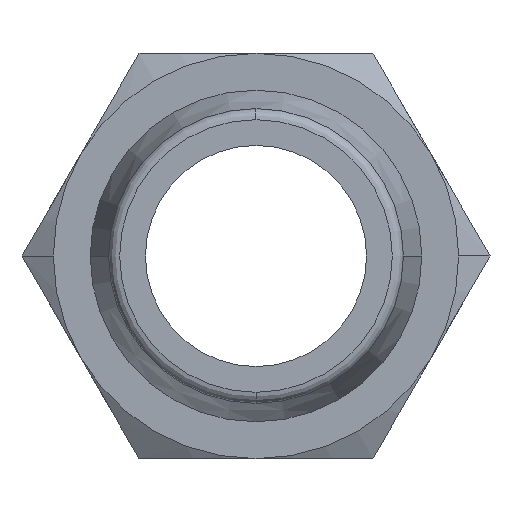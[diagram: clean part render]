
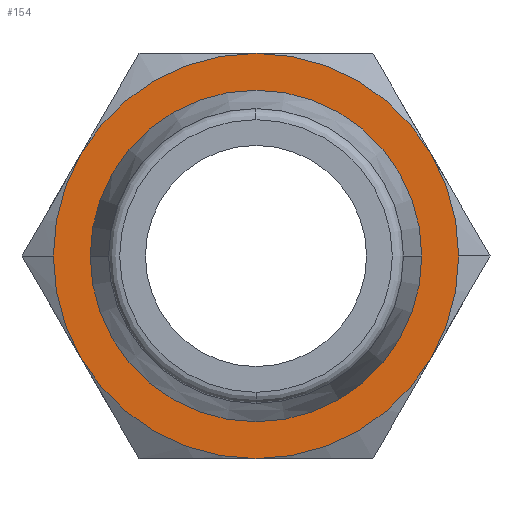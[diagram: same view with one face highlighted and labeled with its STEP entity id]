
A CAD part, front view. The second image highlights one B-rep face of the part: STEP entity #154.
In plain terms, the highlighted planar face has unit normal (0, -1, 0).
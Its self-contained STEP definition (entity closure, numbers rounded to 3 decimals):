
#154=ADVANCED_FACE('',(#308,#309),#310,.T.);
#308=FACE_OUTER_BOUND('',#457,.T.);
#309=FACE_BOUND('',#458,.T.);
#310=PLANE('',#459);
#457=EDGE_LOOP('',(#815,#816,#817,#818,#819,#820,#821,#822));
#458=EDGE_LOOP('',(#823,#824));
#459=AXIS2_PLACEMENT_3D('',#825,#826,#827);
#815=ORIENTED_EDGE('',*,*,#962,.F.);
#816=ORIENTED_EDGE('',*,*,#858,.F.);
#817=ORIENTED_EDGE('',*,*,#892,.F.);
#818=ORIENTED_EDGE('',*,*,#900,.F.);
#819=ORIENTED_EDGE('',*,*,#917,.F.);
#820=ORIENTED_EDGE('',*,*,#863,.F.);
#821=ORIENTED_EDGE('',*,*,#867,.F.);
#822=ORIENTED_EDGE('',*,*,#909,.F.);
#823=ORIENTED_EDGE('',*,*,#988,.F.);
#824=ORIENTED_EDGE('',*,*,#881,.F.);
#825=CARTESIAN_POINT('',(2.75,14.0,0.0));
#826=DIRECTION('',(-0.0,-1.0,-0.0));
#827=DIRECTION('',(-1.0,0.0,0.0));
#858=EDGE_CURVE('',#1006,#1008,#1009,.T.);
#863=EDGE_CURVE('',#1015,#1012,#1017,.T.);
#867=EDGE_CURVE('',#1021,#1015,#1023,.T.);
#881=EDGE_CURVE('',#1044,#1046,#1047,.T.);
#892=EDGE_CURVE('',#1064,#1006,#1066,.T.);
#900=EDGE_CURVE('',#1076,#1064,#1078,.T.);
#909=EDGE_CURVE('',#1090,#1021,#1092,.T.);
#917=EDGE_CURVE('',#1012,#1076,#1102,.T.);
#962=EDGE_CURVE('',#1008,#1090,#1164,.T.);
#988=EDGE_CURVE('',#1046,#1044,#1190,.T.);
#1006=VERTEX_POINT('',#1230);
#1008=VERTEX_POINT('',#1243);
#1009=CIRCLE('',#1244,5.5);
#1012=VERTEX_POINT('',#1258);
#1015=VERTEX_POINT('',#1272);
#1017=CIRCLE('',#1285,5.5);
#1021=VERTEX_POINT('',#1300);
#1023=CIRCLE('',#1313,5.5);
#1044=VERTEX_POINT('',#1371);
#1046=VERTEX_POINT('',#1374);
#1047=CIRCLE('',#1375,4.5);
#1064=VERTEX_POINT('',#1393);
#1066=CIRCLE('',#1406,5.5);
#1076=VERTEX_POINT('',#1427);
#1078=CIRCLE('',#1430,5.5);
#1090=VERTEX_POINT('',#1455);
#1092=CIRCLE('',#1458,5.5);
#1102=CIRCLE('',#1481,5.5);
#1164=CIRCLE('',#1640,5.5);
#1190=CIRCLE('',#1683,4.5);
#1230=CARTESIAN_POINT('',(0.,14.0,5.5));
#1243=CARTESIAN_POINT('',(4.763,14.0,2.75));
#1244=AXIS2_PLACEMENT_3D('',#1696,#1697,#1698);
#1258=CARTESIAN_POINT('',(-4.763,14.0,-2.75));
#1272=CARTESIAN_POINT('',(0.0,14.0,-5.5));
#1285=AXIS2_PLACEMENT_3D('',#1699,#1700,#1701);
#1300=CARTESIAN_POINT('',(4.763,14.0,-2.75));
#1313=AXIS2_PLACEMENT_3D('',#1702,#1703,#1704);
#1371=CARTESIAN_POINT('',(4.5,14.0,0.));
#1374=CARTESIAN_POINT('',(-4.5,14.0,0.));
#1375=AXIS2_PLACEMENT_3D('',#1716,#1717,#1718);
#1393=CARTESIAN_POINT('',(-4.763,14.0,2.75));
#1406=AXIS2_PLACEMENT_3D('',#1738,#1739,#1740);
#1427=CARTESIAN_POINT('',(-5.5,14.0,0.));
#1430=AXIS2_PLACEMENT_3D('',#1751,#1752,#1753);
#1455=CARTESIAN_POINT('',(5.5,14.0,0.));
#1458=AXIS2_PLACEMENT_3D('',#1763,#1764,#1765);
#1481=AXIS2_PLACEMENT_3D('',#1774,#1775,#1776);
#1640=AXIS2_PLACEMENT_3D('',#1834,#1835,#1836);
#1683=AXIS2_PLACEMENT_3D('',#1858,#1859,#1860);
#1696=CARTESIAN_POINT('',(0.0,14.0,0.0));
#1697=DIRECTION('',(-0.0,1.0,0.0));
#1698=DIRECTION('',(1.0,0.0,0.0));
#1699=CARTESIAN_POINT('',(0.0,14.0,0.0));
#1700=DIRECTION('',(-0.0,1.0,0.0));
#1701=DIRECTION('',(1.0,0.0,0.0));
#1702=CARTESIAN_POINT('',(0.0,14.0,0.0));
#1703=DIRECTION('',(-0.0,1.0,0.0));
#1704=DIRECTION('',(1.0,0.0,0.0));
#1716=CARTESIAN_POINT('',(0.0,14.0,0.0));
#1717=DIRECTION('',(0.0,-1.0,0.0));
#1718=DIRECTION('',(1.0,0.0,0.0));
#1738=CARTESIAN_POINT('',(0.0,14.0,0.0));
#1739=DIRECTION('',(-0.0,1.0,0.0));
#1740=DIRECTION('',(1.0,0.0,0.0));
#1751=CARTESIAN_POINT('',(0.0,14.0,0.0));
#1752=DIRECTION('',(-0.0,1.0,0.0));
#1753=DIRECTION('',(1.0,0.0,0.0));
#1763=CARTESIAN_POINT('',(0.0,14.0,0.0));
#1764=DIRECTION('',(-0.0,1.0,0.0));
#1765=DIRECTION('',(1.0,0.0,0.0));
#1774=CARTESIAN_POINT('',(0.0,14.0,0.0));
#1775=DIRECTION('',(-0.0,1.0,0.0));
#1776=DIRECTION('',(1.0,0.0,0.0));
#1834=CARTESIAN_POINT('',(0.0,14.0,0.0));
#1835=DIRECTION('',(-0.0,1.0,0.0));
#1836=DIRECTION('',(1.0,0.0,0.0));
#1858=CARTESIAN_POINT('',(0.0,14.0,0.0));
#1859=DIRECTION('',(0.0,-1.0,0.0));
#1860=DIRECTION('',(1.0,0.0,0.0));
